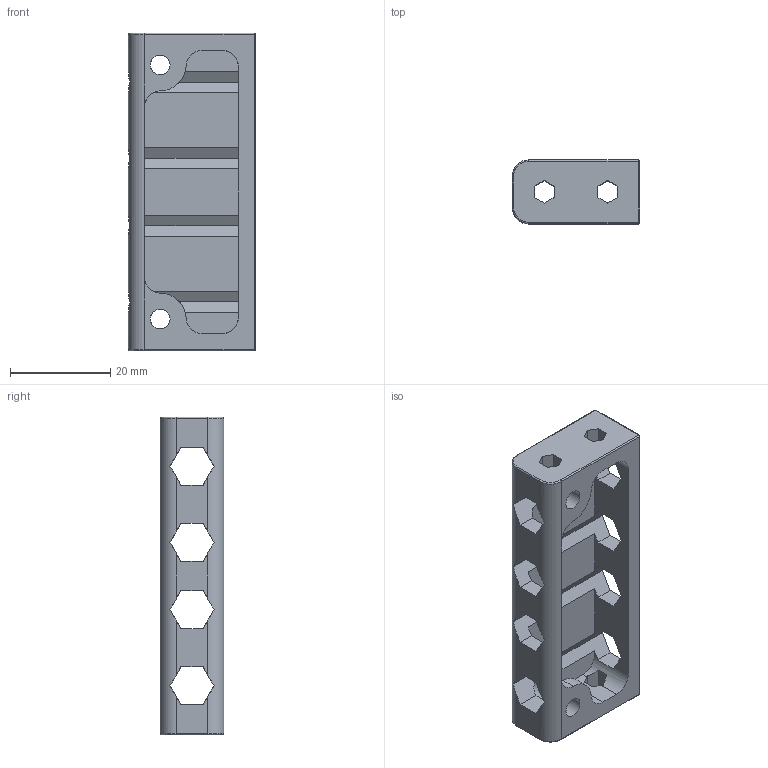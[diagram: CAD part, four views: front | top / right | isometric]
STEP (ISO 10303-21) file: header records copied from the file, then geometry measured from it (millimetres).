
FILE_DESCRIPTION(/* description */ (''),/* implementation_level */ '2;1');
FILE_NAME(/* name */ 'EL2-017.stp',/* time_stamp */ '2025-02-15T15:19:46-05:00',/* author */ ('brand'),/* organization */ (''),/* preprocessor_version */ 'ST-DEVELOPER v19.2',/* originating_system */ 'Autodesk Inventor 2023',/* authorisation */ '');
FILE_SCHEMA (('AUTOMOTIVE_DESIGN { 1 0 10303 214 3 1 1 }'));
Length unit declared in the file: inch
Products named in the file (1): EL2-017
Bounding box: 25.4 x 12.7 x 63.5 mm (x, y, z)
Volume: 8846.6 mm3; surface area: 6986.8 mm2
Topology: 1 solids, 1 shells, 121 faces, 395 edges, 256 vertices
Faces by surface type: plane 87, cylinder 26, sphere 4, torus 4
Full cylindrical faces by diameter (mm): 3.962 x4
Entity records: 4428 total; most frequent: ORIENTED_EDGE 790, CARTESIAN_POINT 773, DIRECTION 745, EDGE_CURVE 395, LINE 289, VECTOR 289, VERTEX_POINT 256, AXIS2_PLACEMENT_3D 228
